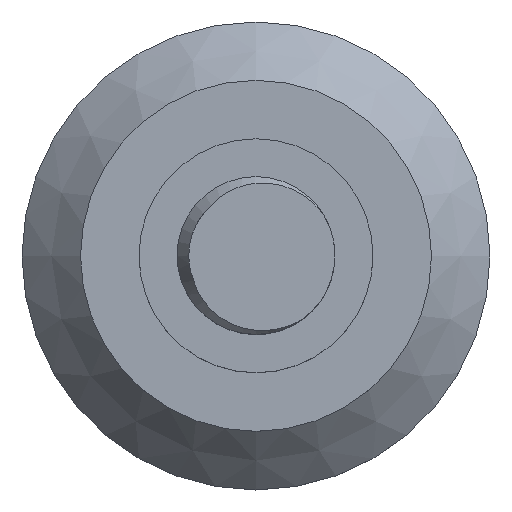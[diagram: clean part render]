
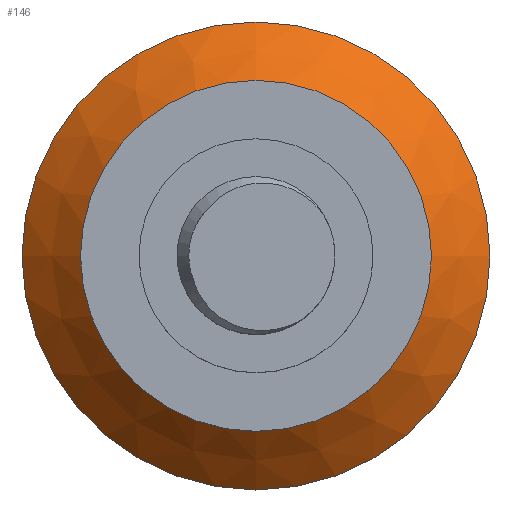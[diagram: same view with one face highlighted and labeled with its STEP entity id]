
A CAD part, top view. The second image highlights one B-rep face of the part: STEP entity #146.
In plain terms, the highlighted conical face has half-angle 45 degrees and reference radius 10 mm.
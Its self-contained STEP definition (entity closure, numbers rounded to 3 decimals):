
#83=CARTESIAN_POINT('',(35.,-150.,1.));
#84=VERTEX_POINT('',#83);
#93=CARTESIAN_POINT('',(15.,-150.,1.));
#94=VERTEX_POINT('',#93);
#95=CARTESIAN_POINT('',(25.,-150.,1.));
#96=DIRECTION('',(-0.,-0.,1.));
#97=DIRECTION('',(-1.,0.,0.));
#98=AXIS2_PLACEMENT_3D('',#95,#96,#97);
#99=CIRCLE('',#98,10.);
#100=EDGE_CURVE('',#94,#84,#99,.T.);
#102=CARTESIAN_POINT('',(25.,-150.,1.));
#103=DIRECTION('',(-0.,-0.,1.));
#104=DIRECTION('',(-1.,0.,0.));
#105=AXIS2_PLACEMENT_3D('',#102,#103,#104);
#106=CIRCLE('',#105,10.);
#107=EDGE_CURVE('',#84,#94,#106,.T.);
#112=CARTESIAN_POINT('',(25.,-150.,1.));
#113=DIRECTION('',(0.,0.,-1.));
#114=DIRECTION('',(-1.,0.,0.));
#115=AXIS2_PLACEMENT_3D('',#112,#113,#114);
#116=CONICAL_SURFACE('',#115,10.,45.);
#117=CARTESIAN_POINT('',(17.5,-150.,3.5));
#118=VERTEX_POINT('',#117);
#119=CARTESIAN_POINT('',(15.,-150.,1.));
#120=DIRECTION('',(0.707,-0.,0.707));
#121=VECTOR('',#120,3.536);
#122=LINE('',#119,#121);
#123=EDGE_CURVE('',#94,#118,#122,.T.);
#124=ORIENTED_EDGE('',*,*,#123,.T.);
#125=CARTESIAN_POINT('',(32.5,-150.,3.5));
#126=VERTEX_POINT('',#125);
#127=CARTESIAN_POINT('',(25.,-150.,3.5));
#128=DIRECTION('',(0.,0.,1.));
#129=DIRECTION('',(1.,0.,-0.));
#130=AXIS2_PLACEMENT_3D('',#127,#128,#129);
#131=CIRCLE('',#130,7.5);
#132=EDGE_CURVE('',#126,#118,#131,.T.);
#133=ORIENTED_EDGE('',*,*,#132,.F.);
#134=CARTESIAN_POINT('',(25.,-150.,3.5));
#135=DIRECTION('',(0.,0.,1.));
#136=DIRECTION('',(1.,0.,-0.));
#137=AXIS2_PLACEMENT_3D('',#134,#135,#136);
#138=CIRCLE('',#137,7.5);
#139=EDGE_CURVE('',#118,#126,#138,.T.);
#140=ORIENTED_EDGE('',*,*,#139,.F.);
#141=ORIENTED_EDGE('',*,*,#123,.F.);
#142=ORIENTED_EDGE('',*,*,#100,.T.);
#143=ORIENTED_EDGE('',*,*,#107,.T.);
#144=EDGE_LOOP('',(#124,#133,#140,#141,#142,#143));
#145=FACE_BOUND('',#144,.T.);
#146=ADVANCED_FACE('',(#145),#116,.T.);
